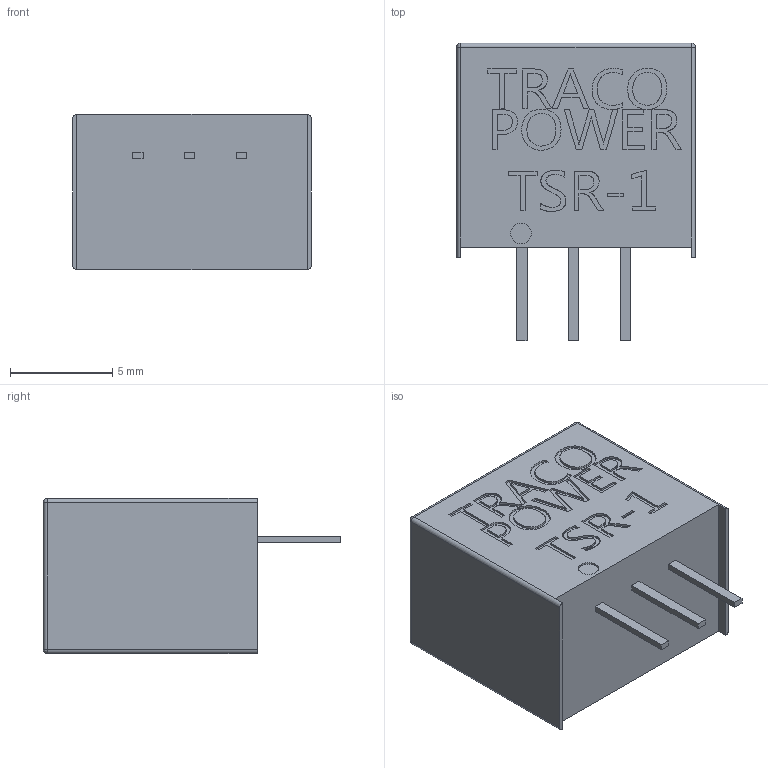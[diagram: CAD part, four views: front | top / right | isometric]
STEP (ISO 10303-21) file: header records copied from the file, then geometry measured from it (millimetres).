
FILE_DESCRIPTION (( 'STEP AP214' ), '1' );
FILE_NAME ('User Library-tsr-1.STEP', '2016-05-31T15:13:42', ( 'Windows User' ), ( '' ), 'SwSTEP 2.0', 'SolidWorks 2016', '' );
FILE_SCHEMA (( 'AUTOMOTIVE_DESIGN' ));
Length unit declared in the file: millimetre
Products named in the file (1): User Library-tsr-1
Bounding box: 11.7 x 14.6 x 7.6 mm (x, y, z)
Volume: 890.6 mm3; surface area: 608.6 mm2
Topology: 1 solids, 1 shells, 583 faces, 1653 edges, 1094 vertices
Faces by surface type: cylinder 341, plane 238, bspline 4
Entity records: 25628 total; most frequent: DIRECTION 3491, CARTESIAN_POINT 3387, ORIENTED_EDGE 3298, EDGE_CURVE 1649, AXIS2_PLACEMENT_3D 1262, VERTEX_POINT 1094, LINE 967, VECTOR 967
